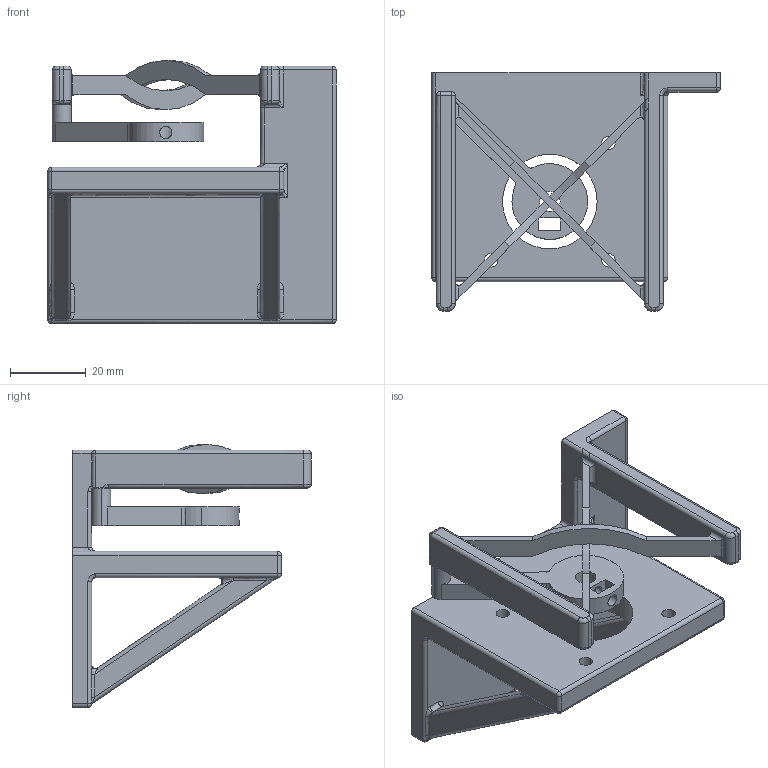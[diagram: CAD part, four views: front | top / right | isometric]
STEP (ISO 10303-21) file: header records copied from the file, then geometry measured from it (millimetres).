
FILE_DESCRIPTION (( 'STEP AP203' ), '1' );
FILE_NAME ('AccuatedRevoluteJoint.STEP', '2023-05-25T22:48:16', ( '' ), ( '' ), 'SwSTEP 2.0', 'SolidWorks 2020', '' );
FILE_SCHEMA (( 'CONFIG_CONTROL_DESIGN' ));
Length unit declared in the file: millimetre
Products named in the file (1): AccuatedRevoluteJoint
Bounding box: 76.15 x 62.98 x 69.52 mm (x, y, z)
Volume: 49326.7 mm3; surface area: 24209.8 mm2
Topology: 1 solids, 1 shells, 224 faces, 587 edges, 351 vertices
Faces by surface type: bspline 104, plane 57, cylinder 51, sphere 9, torus 3
Entity records: 11327 total; most frequent: CARTESIAN_POINT 6915, ORIENTED_EDGE 1150, EDGE_CURVE 575, DIRECTION 561, VERTEX_POINT 351, B_SPLINE_CURVE_WITH_KNOTS 283, EDGE_LOOP 246, ADVANCED_FACE 224
